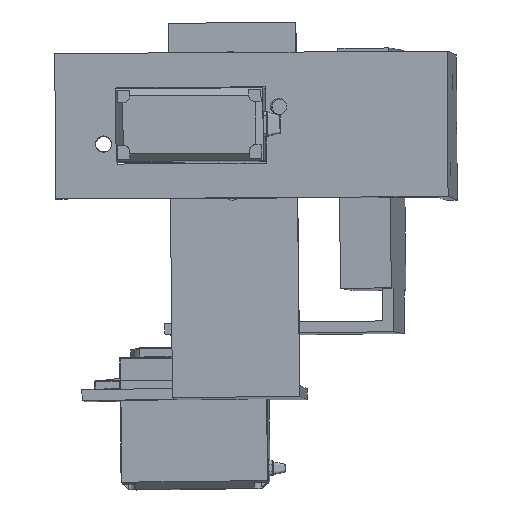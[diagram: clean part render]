
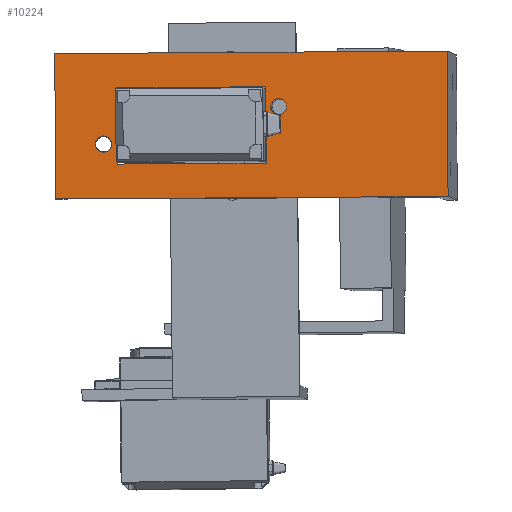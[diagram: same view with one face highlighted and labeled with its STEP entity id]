
A CAD part, front view. The second image highlights one B-rep face of the part: STEP entity #10224.
In plain terms, the highlighted face is planar.
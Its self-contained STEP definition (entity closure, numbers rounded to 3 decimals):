
#388=FACE_BOUND('',#1605,.T.);
#389=FACE_BOUND('',#1606,.T.);
#390=FACE_BOUND('',#1607,.T.);
#421=CIRCLE('',#10991,2.25);
#422=CIRCLE('',#10993,2.25);
#960=FACE_OUTER_BOUND('',#1604,.T.);
#1604=EDGE_LOOP('',(#6829,#6830,#6831,#6832));
#1605=EDGE_LOOP('',(#6833));
#1606=EDGE_LOOP('',(#6834));
#1607=EDGE_LOOP('',(#6835,#6836,#6837,#6838));
#2275=LINE('',#15574,#3262);
#2277=LINE('',#15578,#3264);
#2280=LINE('',#15590,#3267);
#2283=LINE('',#15595,#3270);
#2285=LINE('',#15599,#3272);
#2287=LINE('',#15602,#3274);
#2289=LINE('',#15606,#3276);
#2290=LINE('',#15608,#3277);
#3262=VECTOR('',#12220,10.);
#3264=VECTOR('',#12224,10.);
#3267=VECTOR('',#12237,10.);
#3270=VECTOR('',#12242,10.);
#3272=VECTOR('',#12246,10.);
#3274=VECTOR('',#12250,10.);
#3276=VECTOR('',#12254,10.);
#3277=VECTOR('',#12257,10.);
#4246=VERTEX_POINT('',#15570);
#4247=VERTEX_POINT('',#15572);
#4248=VERTEX_POINT('',#15576);
#4249=VERTEX_POINT('',#15580);
#4250=VERTEX_POINT('',#15584);
#4251=VERTEX_POINT('',#15588);
#4252=VERTEX_POINT('',#15589);
#4253=VERTEX_POINT('',#15594);
#4254=VERTEX_POINT('',#15598);
#4255=VERTEX_POINT('',#15604);
#5206=EDGE_CURVE('',#4247,#4246,#2275,.T.);
#5208=EDGE_CURVE('',#4248,#4247,#2277,.T.);
#5210=EDGE_CURVE('',#4249,#4249,#421,.T.);
#5212=EDGE_CURVE('',#4250,#4250,#422,.T.);
#5213=EDGE_CURVE('',#4251,#4252,#2280,.T.);
#5216=EDGE_CURVE('',#4252,#4253,#2283,.T.);
#5218=EDGE_CURVE('',#4253,#4254,#2285,.T.);
#5220=EDGE_CURVE('',#4254,#4251,#2287,.T.);
#5222=EDGE_CURVE('',#4255,#4248,#2289,.T.);
#5223=EDGE_CURVE('',#4246,#4255,#2290,.T.);
#6829=ORIENTED_EDGE('',*,*,#5208,.F.);
#6830=ORIENTED_EDGE('',*,*,#5222,.F.);
#6831=ORIENTED_EDGE('',*,*,#5223,.F.);
#6832=ORIENTED_EDGE('',*,*,#5206,.F.);
#6833=ORIENTED_EDGE('',*,*,#5210,.T.);
#6834=ORIENTED_EDGE('',*,*,#5212,.T.);
#6835=ORIENTED_EDGE('',*,*,#5218,.T.);
#6836=ORIENTED_EDGE('',*,*,#5220,.T.);
#6837=ORIENTED_EDGE('',*,*,#5213,.T.);
#6838=ORIENTED_EDGE('',*,*,#5216,.T.);
#9856=PLANE('',#11000);
#10224=ADVANCED_FACE('',(#960,#388,#389,#390),#9856,.T.);
#10991=AXIS2_PLACEMENT_3D('',#15582,#12228,#12229);
#10993=AXIS2_PLACEMENT_3D('',#15586,#12233,#12234);
#11000=AXIS2_PLACEMENT_3D('',#15609,#12258,#12259);
#12220=DIRECTION('',(-1.,0.,0.));
#12224=DIRECTION('',(0.,0.,1.));
#12228=DIRECTION('center_axis',(0.,-1.,0.));
#12229=DIRECTION('ref_axis',(1.,0.,0.));
#12233=DIRECTION('center_axis',(0.,-1.,0.));
#12234=DIRECTION('ref_axis',(1.,0.,0.));
#12237=DIRECTION('',(0.,0.,1.));
#12242=DIRECTION('',(-1.,0.,0.));
#12246=DIRECTION('',(0.,0.,-1.));
#12250=DIRECTION('',(1.,0.,0.));
#12254=DIRECTION('',(1.,0.,0.));
#12257=DIRECTION('',(0.,0.,-1.));
#12258=DIRECTION('center_axis',(0.,1.,0.));
#12259=DIRECTION('ref_axis',(0.,0.,1.));
#15570=CARTESIAN_POINT('',(-20.,45.,27.));
#15572=CARTESIAN_POINT('',(20.,45.,27.));
#15574=CARTESIAN_POINT('',(20.,45.,27.));
#15576=CARTESIAN_POINT('',(20.,45.,-81.));
#15578=CARTESIAN_POINT('',(20.,45.,2.));
#15580=CARTESIAN_POINT('',(-7.25,45.,-67.75));
#15582=CARTESIAN_POINT('Origin',(-5.,45.,-67.75));
#15584=CARTESIAN_POINT('',(2.75,45.,-19.5));
#15586=CARTESIAN_POINT('Origin',(5.,45.,-19.5));
#15588=CARTESIAN_POINT('',(10.5,45.,-64.));
#15589=CARTESIAN_POINT('',(10.5,45.,-23.));
#15590=CARTESIAN_POINT('',(10.5,45.,-11.25));
#15594=CARTESIAN_POINT('',(-10.5,45.,-23.));
#15595=CARTESIAN_POINT('',(-5.25,45.,-23.));
#15598=CARTESIAN_POINT('',(-10.5,45.,-64.));
#15599=CARTESIAN_POINT('',(-10.5,45.,-31.75));
#15602=CARTESIAN_POINT('',(5.25,45.,-64.));
#15604=CARTESIAN_POINT('',(-20.,45.,-81.));
#15606=CARTESIAN_POINT('',(-20.,45.,-81.));
#15608=CARTESIAN_POINT('',(-20.,45.,-1.));
#15609=CARTESIAN_POINT('Origin',(0.,45.,
0.5));
